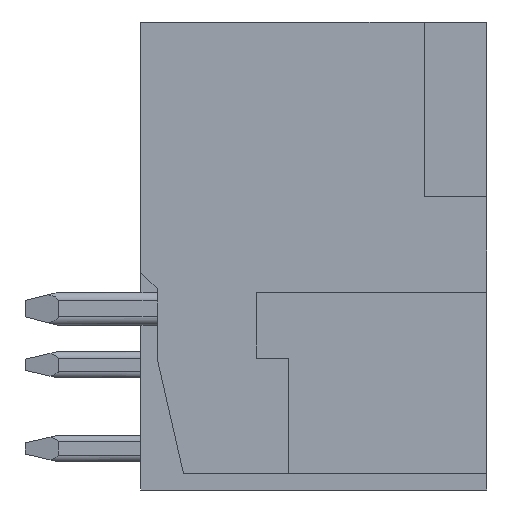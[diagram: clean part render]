
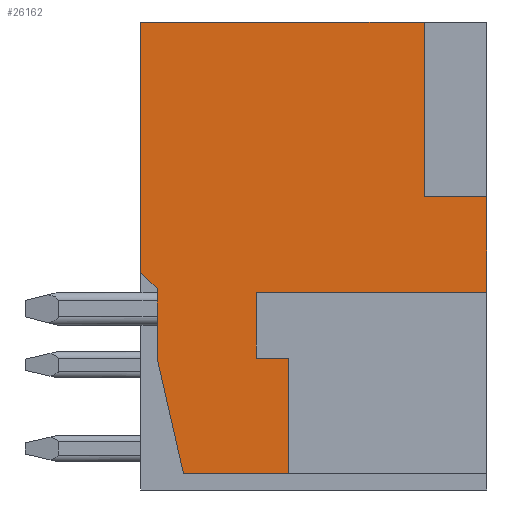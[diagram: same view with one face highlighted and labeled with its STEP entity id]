
A CAD part, front view. The second image highlights one B-rep face of the part: STEP entity #26162.
In plain terms, the highlighted planar face has unit normal (0, -1, 0).
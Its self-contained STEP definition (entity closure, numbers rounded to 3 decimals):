
#117=DIRECTION('',(1.,0.,0.));
#118=VECTOR('',#117,7.);
#119=CARTESIAN_POINT('',(-1.75,-53.31,-1.1));
#120=LINE('',#119,#118);
#578=DIRECTION('',(0.223,0.,-0.975));
#579=VECTOR('',#578,3.59);
#580=CARTESIAN_POINT('',(-4.75,-53.31,-3.1));
#581=LINE('',#580,#579);
#582=DIRECTION('',(0.,0.,1.));
#583=VECTOR('',#582,2.1);
#584=CARTESIAN_POINT('',(-4.75,-53.31,-3.1));
#585=LINE('',#584,#583);
#586=DIRECTION('',(0.707,0.,-0.707));
#587=VECTOR('',#586,0.707);
#588=CARTESIAN_POINT('',(-5.25,-53.31,-0.5));
#589=LINE('',#588,#587);
#590=DIRECTION('',(0.,0.,-1.));
#591=VECTOR('',#590,7.6);
#592=CARTESIAN_POINT('',(-5.25,-53.31,7.1));
#593=LINE('',#592,#591);
#594=DIRECTION('',(-1.,0.,0.));
#595=VECTOR('',#594,8.6);
#596=CARTESIAN_POINT('',(3.35,-53.31,7.1));
#597=LINE('',#596,#595);
#598=DIRECTION('',(0.,0.,-1.));
#599=VECTOR('',#598,5.3);
#600=CARTESIAN_POINT('',(3.35,-53.31,7.1));
#601=LINE('',#600,#599);
#602=DIRECTION('',(-1.,0.,0.));
#603=VECTOR('',#602,1.9);
#604=CARTESIAN_POINT('',(5.25,-53.31,1.8));
#605=LINE('',#604,#603);
#606=DIRECTION('',(0.,0.,1.));
#607=VECTOR('',#606,2.9);
#608=CARTESIAN_POINT('',(5.25,-53.31,-1.1));
#609=LINE('',#608,#607);
#610=DIRECTION('',(0.,0.,-1.));
#611=VECTOR('',#610,2.);
#612=CARTESIAN_POINT('',(-1.75,-53.31,-1.1));
#613=LINE('',#612,#611);
#614=DIRECTION('',(1.,0.,0.));
#615=VECTOR('',#614,1.);
#616=CARTESIAN_POINT('',(-1.75,-53.31,-3.1));
#617=LINE('',#616,#615);
#618=DIRECTION('',(0.,0.,1.));
#619=VECTOR('',#618,3.5);
#620=CARTESIAN_POINT('',(-0.75,-53.31,-6.6));
#621=LINE('',#620,#619);
#622=DIRECTION('',(1.,0.,0.));
#623=VECTOR('',#622,3.2);
#624=CARTESIAN_POINT('',(-3.95,-53.31,-6.6));
#625=LINE('',#624,#623);
#20257=CARTESIAN_POINT('',(-5.25,-53.31,7.1));
#20259=VERTEX_POINT('',#20257);
#20287=CARTESIAN_POINT('',(3.35,-53.31,7.1));
#20288=VERTEX_POINT('',#20287);
#20289=CARTESIAN_POINT('',(5.25,-53.31,1.8));
#20291=VERTEX_POINT('',#20289);
#20299=CARTESIAN_POINT('',(3.35,-53.31,1.8));
#20300=VERTEX_POINT('',#20299);
#20339=CARTESIAN_POINT('',(5.25,-53.31,-1.1));
#20340=VERTEX_POINT('',#20339);
#20345=CARTESIAN_POINT('',(-1.75,-53.31,-3.1));
#20346=CARTESIAN_POINT('',(-0.75,-53.31,-3.1));
#20347=VERTEX_POINT('',#20345);
#20348=VERTEX_POINT('',#20346);
#20351=CARTESIAN_POINT('',(-0.75,-53.31,-6.6));
#20352=VERTEX_POINT('',#20351);
#20353=CARTESIAN_POINT('',(-1.75,-53.31,-1.1));
#20354=VERTEX_POINT('',#20353);
#20357=CARTESIAN_POINT('',(-5.25,-53.31,-0.5));
#20358=CARTESIAN_POINT('',(-4.75,-53.31,-1.));
#20359=VERTEX_POINT('',#20357);
#20360=VERTEX_POINT('',#20358);
#20373=CARTESIAN_POINT('',(-4.75,-53.31,-3.1));
#20374=CARTESIAN_POINT('',(-3.95,-53.31,-6.6));
#20375=VERTEX_POINT('',#20373);
#20376=VERTEX_POINT('',#20374);
#26134=CARTESIAN_POINT('',(0.,-53.31,0.));
#26135=DIRECTION('',(0.,-1.,0.));
#26136=DIRECTION('',(1.,0.,0.));
#26137=AXIS2_PLACEMENT_3D('',#26134,#26135,#26136);
#26138=PLANE('',#26137);
#26139=ORIENTED_EDGE('',*,*,#26125,.F.);
#26140=ORIENTED_EDGE('',*,*,#26065,.T.);
#26142=ORIENTED_EDGE('',*,*,#26141,.F.);
#26144=ORIENTED_EDGE('',*,*,#26143,.F.);
#26146=ORIENTED_EDGE('',*,*,#26145,.F.);
#26148=ORIENTED_EDGE('',*,*,#26147,.T.);
#26150=ORIENTED_EDGE('',*,*,#26149,.F.);
#26152=ORIENTED_EDGE('',*,*,#26151,.F.);
#26153=ORIENTED_EDGE('',*,*,#25566,.F.);
#26154=ORIENTED_EDGE('',*,*,#25624,.T.);
#26156=ORIENTED_EDGE('',*,*,#26155,.T.);
#26158=ORIENTED_EDGE('',*,*,#26157,.F.);
#26159=ORIENTED_EDGE('',*,*,#25747,.F.);
#26160=EDGE_LOOP('',(#26139,#26140,#26142,#26144,#26146,#26148,#26150,#26152,
#26153,#26154,#26156,#26158,#26159));
#26161=FACE_OUTER_BOUND('',#26160,.F.);
#26162=ADVANCED_FACE('',(#26161),#26138,.T.);
#25566=EDGE_CURVE('',#20354,#20340,#120,.T.);
#25624=EDGE_CURVE('',#20354,#20347,#613,.T.);
#25747=EDGE_CURVE('',#20376,#20352,#625,.T.);
#26065=EDGE_CURVE('',#20375,#20360,#585,.T.);
#26125=EDGE_CURVE('',#20375,#20376,#581,.T.);
#26141=EDGE_CURVE('',#20359,#20360,#589,.T.);
#26143=EDGE_CURVE('',#20259,#20359,#593,.T.);
#26145=EDGE_CURVE('',#20288,#20259,#597,.T.);
#26147=EDGE_CURVE('',#20288,#20300,#601,.T.);
#26149=EDGE_CURVE('',#20291,#20300,#605,.T.);
#26151=EDGE_CURVE('',#20340,#20291,#609,.T.);
#26155=EDGE_CURVE('',#20347,#20348,#617,.T.);
#26157=EDGE_CURVE('',#20352,#20348,#621,.T.);
